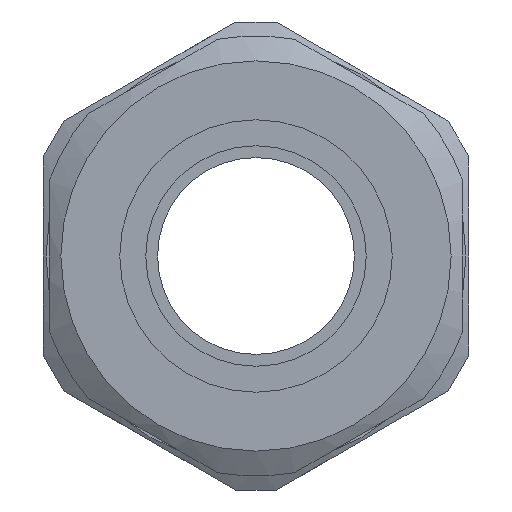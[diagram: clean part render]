
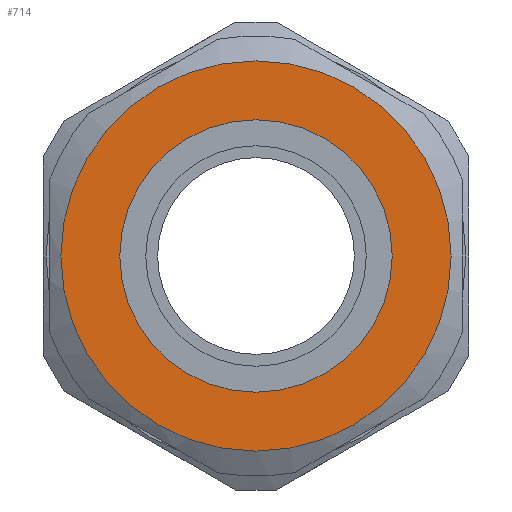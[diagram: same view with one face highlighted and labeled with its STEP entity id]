
A CAD part, front view. The second image highlights one B-rep face of the part: STEP entity #714.
In plain terms, the highlighted planar face has unit normal (0, -1, 0).
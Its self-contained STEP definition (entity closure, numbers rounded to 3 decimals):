
#100=FACE_BOUND('',#180,.T.);
#107=PLANE('',#786);
#135=FACE_OUTER_BOUND('',#179,.T.);
#179=EDGE_LOOP('',(#506));
#180=EDGE_LOOP('',(#507));
#298=CIRCLE('',#787,16.5);
#299=CIRCLE('',#788,11.52);
#326=VERTEX_POINT('',#1045);
#327=VERTEX_POINT('',#1047);
#397=EDGE_CURVE('',#326,#326,#298,.T.);
#398=EDGE_CURVE('',#327,#327,#299,.T.);
#506=ORIENTED_EDGE('',*,*,#397,.F.);
#507=ORIENTED_EDGE('',*,*,#398,.F.);
#714=ADVANCED_FACE('',(#135,#100),#107,.T.);
#786=AXIS2_PLACEMENT_3D('',#1044,#873,#874);
#787=AXIS2_PLACEMENT_3D('',#1046,#875,#876);
#788=AXIS2_PLACEMENT_3D('',#1048,#877,#878);
#873=DIRECTION('center_axis',(0.,-1.,0.));
#874=DIRECTION('ref_axis',(0.,0.,-1.));
#875=DIRECTION('center_axis',(0.,1.,0.));
#876=DIRECTION('ref_axis',(-1.,0.,0.));
#877=DIRECTION('center_axis',(0.,-1.,0.));
#878=DIRECTION('ref_axis',(-1.,0.,0.));
#1044=CARTESIAN_POINT('Origin',(118.409,74.831,145.99));
#1045=CARTESIAN_POINT('',(149.169,74.831,145.99));
#1046=CARTESIAN_POINT('Origin',(132.669,74.831,145.99));
#1047=CARTESIAN_POINT('',(144.189,74.831,145.99));
#1048=CARTESIAN_POINT('Origin',(132.669,74.831,145.99));
